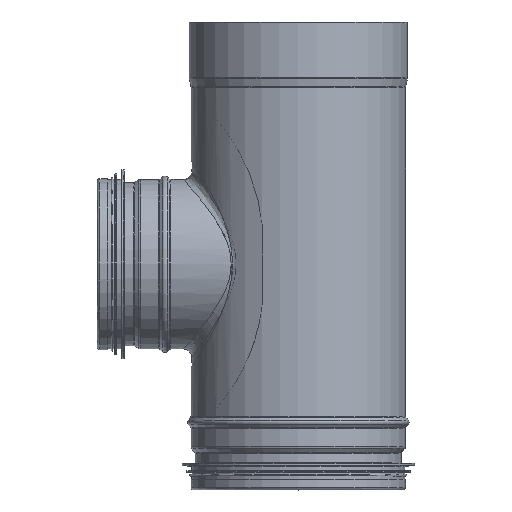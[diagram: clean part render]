
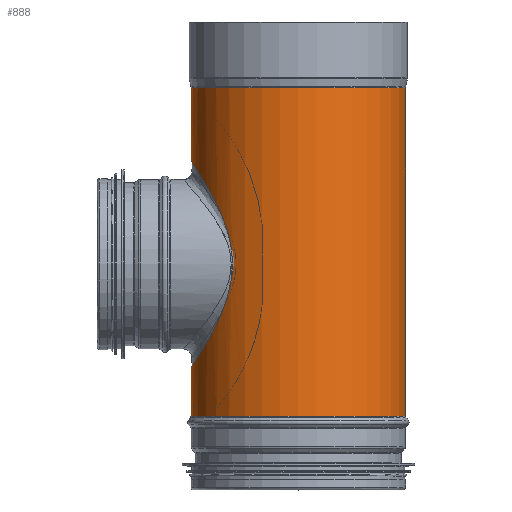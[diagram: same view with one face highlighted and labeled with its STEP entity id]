
A CAD part, top view. The second image highlights one B-rep face of the part: STEP entity #888.
In plain terms, the highlighted cylindrical face has radius 62.025 mm (diameter 124.05 mm), a full revolution.
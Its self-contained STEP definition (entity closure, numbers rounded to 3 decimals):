
#192=CARTESIAN_POINT('',(-38.14,130.,48.913));
#193=VERTEX_POINT('',#192);
#194=CARTESIAN_POINT('',(-38.14,130.,48.913));
#195=CARTESIAN_POINT('',(-38.14,126.473,48.913));
#196=CARTESIAN_POINT('',(-38.459,122.856,48.669));
#197=CARTESIAN_POINT('',(-39.713,115.682,47.651));
#198=CARTESIAN_POINT('',(-40.643,112.125,46.879));
#199=CARTESIAN_POINT('',(-42.9,105.272,44.822));
#200=CARTESIAN_POINT('',(-44.225,101.971,43.537));
#201=CARTESIAN_POINT('',(-47.008,95.775,40.516));
#202=CARTESIAN_POINT('',(-48.464,92.881,38.78));
#203=CARTESIAN_POINT('',(-51.34,87.496,34.892));
#204=CARTESIAN_POINT('',(-52.874,84.816,32.565));
#205=CARTESIAN_POINT('',(-55.778,79.949,27.293));
#206=CARTESIAN_POINT('',(-57.146,77.763,24.349));
#207=CARTESIAN_POINT('',(-59.457,74.146,17.983));
#208=CARTESIAN_POINT('',(-60.402,72.711,14.554));
#209=CARTESIAN_POINT('',(-61.687,70.774,7.417));
#210=CARTESIAN_POINT('',(-62.025,70.272,3.71));
#211=CARTESIAN_POINT('',(-62.025,70.272,-3.71));
#212=CARTESIAN_POINT('',(-61.687,70.774,-7.417));
#213=CARTESIAN_POINT('',(-60.402,72.711,-14.554));
#214=CARTESIAN_POINT('',(-59.457,74.146,-17.983));
#215=CARTESIAN_POINT('',(-57.146,77.763,-24.349));
#216=CARTESIAN_POINT('',(-55.778,79.949,-27.293));
#217=CARTESIAN_POINT('',(-52.874,84.816,-32.565));
#218=CARTESIAN_POINT('',(-51.34,87.496,-34.892));
#219=CARTESIAN_POINT('',(-48.464,92.881,-38.78));
#220=CARTESIAN_POINT('',(-47.008,95.775,-40.516));
#221=CARTESIAN_POINT('',(-44.225,101.971,-43.537));
#222=CARTESIAN_POINT('',(-42.9,105.272,-44.822));
#223=CARTESIAN_POINT('',(-40.643,112.125,-46.879));
#224=CARTESIAN_POINT('',(-39.713,115.682,-47.651));
#225=CARTESIAN_POINT('',(-38.459,122.856,-48.669));
#226=CARTESIAN_POINT('',(-38.14,126.473,-48.913));
#227=CARTESIAN_POINT('',(-38.14,133.527,-48.913));
#228=CARTESIAN_POINT('',(-38.459,137.144,-48.669));
#229=CARTESIAN_POINT('',(-39.713,144.318,-47.651));
#230=CARTESIAN_POINT('',(-40.643,147.875,-46.879));
#231=CARTESIAN_POINT('',(-42.9,154.728,-44.822));
#232=CARTESIAN_POINT('',(-44.225,158.029,-43.537));
#233=CARTESIAN_POINT('',(-47.008,164.225,-40.516));
#234=CARTESIAN_POINT('',(-48.464,167.119,-38.78));
#235=CARTESIAN_POINT('',(-51.34,172.504,-34.892));
#236=CARTESIAN_POINT('',(-52.874,175.184,-32.565));
#237=CARTESIAN_POINT('',(-55.778,180.051,-27.293));
#238=CARTESIAN_POINT('',(-57.146,182.237,-24.349));
#239=CARTESIAN_POINT('',(-59.457,185.854,-17.983));
#240=CARTESIAN_POINT('',(-60.402,187.289,-14.554));
#241=CARTESIAN_POINT('',(-61.687,189.226,-7.417));
#242=CARTESIAN_POINT('',(-62.025,189.728,-3.71));
#243=CARTESIAN_POINT('',(-62.025,189.728,3.71));
#244=CARTESIAN_POINT('',(-61.687,189.226,7.417));
#245=CARTESIAN_POINT('',(-60.402,187.289,14.554));
#246=CARTESIAN_POINT('',(-59.457,185.854,17.983));
#247=CARTESIAN_POINT('',(-57.146,182.237,24.349));
#248=CARTESIAN_POINT('',(-55.778,180.051,27.293));
#249=CARTESIAN_POINT('',(-52.874,175.184,32.565));
#250=CARTESIAN_POINT('',(-51.34,172.504,34.892));
#251=CARTESIAN_POINT('',(-48.464,167.119,38.78));
#252=CARTESIAN_POINT('',(-47.008,164.225,40.516));
#253=CARTESIAN_POINT('',(-44.225,158.029,43.537));
#254=CARTESIAN_POINT('',(-42.9,154.728,44.822));
#255=CARTESIAN_POINT('',(-40.643,147.875,46.879));
#256=CARTESIAN_POINT('',(-39.713,144.318,47.651));
#257=CARTESIAN_POINT('',(-38.459,137.144,48.669));
#258=CARTESIAN_POINT('',(-38.14,133.527,48.913));
#259=CARTESIAN_POINT('',(-38.14,130.0,48.913));
#260=B_SPLINE_CURVE_WITH_KNOTS('',3,(#194,#195,#196,#197,#198,#199,#200,#201,#202,#203,#204,#205,#206,#207,#208,#209,#210,#211,#212,#213,#214,#215,#216,#217,#218,#219,#220,#221,#222,#223,#224,#225,#226,#227,#228,#229,#230,#231,#232,#233,#234,#235,#236,#237,#238,#239,#240,#241,#242,#243,#244,#245,#246,#247,#248,#249,#250,#251,#252,#253,#254,#255,#256,#257,#258,#259),.UNSPECIFIED.,.T.,.U.,(4,2,2,2,2,2,2,2,2,2,2,2,2,2,2,2,2,2,2,2,2,2,2,2,2,2,2,2,2,2,2,2,4),(0.0,1.058,2.116,3.174,4.232,5.345,6.458,7.571,8.684,9.797,10.911,12.024,13.137,14.195,15.253,16.311,17.369,18.427,19.485,20.542,21.6,22.714,23.827,24.94,26.053,27.166,28.279,29.392,30.505,31.563,32.621,33.679,34.737),.UNSPECIFIED.);
#261=EDGE_CURVE('',#193,#193,#260,.T.);
#851=CARTESIAN_POINT('',(62.025,42.0,0.0));
#852=VERTEX_POINT('',#851);
#853=CARTESIAN_POINT('',(0.0,42.0,0.0));
#854=DIRECTION('',(0.0,-1.0,0.0));
#855=DIRECTION('',(1.0,0.0,0.0));
#856=AXIS2_PLACEMENT_3D('',#853,#854,#855);
#857=CIRCLE('',#856,62.025);
#858=EDGE_CURVE('',#852,#852,#857,.T.);
#866=CARTESIAN_POINT('',(0.0,137.0,0.0));
#867=DIRECTION('',(0.0,-1.0,0.0));
#868=DIRECTION('',(1.0,0.0,0.0));
#869=AXIS2_PLACEMENT_3D('',#866,#867,#868);
#870=CYLINDRICAL_SURFACE('',#869,62.025);
#871=CARTESIAN_POINT('',(62.025,232.,0.0));
#872=VERTEX_POINT('',#871);
#873=CARTESIAN_POINT('',(0.0,232.,0.0));
#874=DIRECTION('',(0.0,-1.0,0.0));
#875=DIRECTION('',(1.0,0.0,0.0));
#876=AXIS2_PLACEMENT_3D('',#873,#874,#875);
#877=CIRCLE('',#876,62.025);
#878=EDGE_CURVE('',#872,#872,#877,.T.);
#879=ORIENTED_EDGE('',*,*,#878,.T.);
#880=EDGE_LOOP('',(#879));
#881=FACE_OUTER_BOUND('',#880,.T.);
#882=ORIENTED_EDGE('',*,*,#261,.T.);
#883=EDGE_LOOP('',(#882));
#884=FACE_BOUND('',#883,.T.);
#885=ORIENTED_EDGE('',*,*,#858,.F.);
#886=EDGE_LOOP('',(#885));
#887=FACE_BOUND('',#886,.T.);
#888=ADVANCED_FACE('',(#881,#884,#887),#870,.T.);
